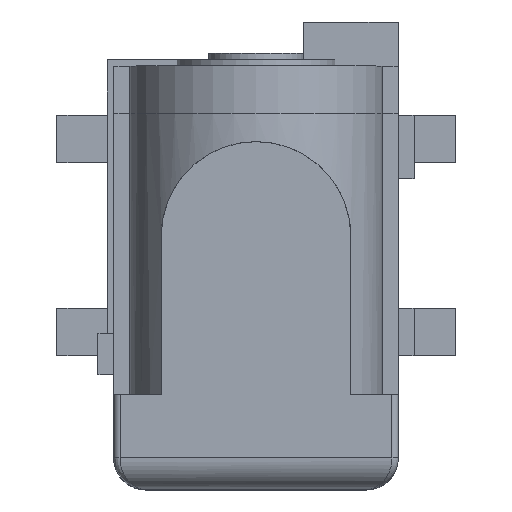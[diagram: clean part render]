
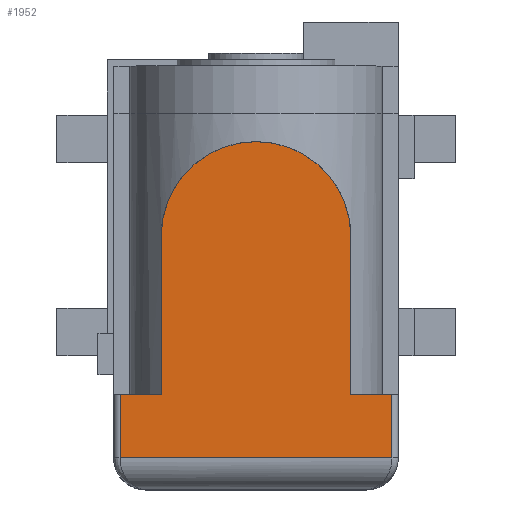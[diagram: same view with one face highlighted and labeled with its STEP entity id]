
A CAD part, top view. The second image highlights one B-rep face of the part: STEP entity #1952.
In plain terms, the highlighted face is planar.
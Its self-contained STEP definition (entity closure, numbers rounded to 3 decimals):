
#90=CIRCLE('',#2112,3.);
#179=FACE_OUTER_BOUND('',#301,.T.);
#301=EDGE_LOOP('',(#1472,#1473,#1474,#1475,#1476,#1477,#1478,#1479));
#471=LINE('',#2976,#692);
#479=LINE('',#2995,#700);
#480=LINE('',#2997,#701);
#481=LINE('',#2999,#702);
#482=LINE('',#3001,#703);
#483=LINE('',#3003,#704);
#484=LINE('',#3006,#705);
#692=VECTOR('',#2412,1000.);
#700=VECTOR('',#2428,1000.);
#701=VECTOR('',#2429,1000.);
#702=VECTOR('',#2430,1000.);
#703=VECTOR('',#2431,1000.);
#704=VECTOR('',#2432,1000.);
#705=VECTOR('',#2435,1000.);
#905=VERTEX_POINT('',#2973);
#906=VERTEX_POINT('',#2975);
#913=VERTEX_POINT('',#2994);
#914=VERTEX_POINT('',#2996);
#915=VERTEX_POINT('',#2998);
#916=VERTEX_POINT('',#3000);
#917=VERTEX_POINT('',#3002);
#918=VERTEX_POINT('',#3004);
#1112=EDGE_CURVE('',#905,#906,#471,.T.);
#1121=EDGE_CURVE('',#905,#913,#479,.T.);
#1122=EDGE_CURVE('',#913,#914,#480,.T.);
#1123=EDGE_CURVE('',#914,#915,#481,.T.);
#1124=EDGE_CURVE('',#916,#915,#482,.T.);
#1125=EDGE_CURVE('',#916,#917,#483,.T.);
#1126=EDGE_CURVE('',#917,#918,#90,.T.);
#1127=EDGE_CURVE('',#918,#906,#484,.T.);
#1472=ORIENTED_EDGE('',*,*,#1112,.F.);
#1473=ORIENTED_EDGE('',*,*,#1121,.T.);
#1474=ORIENTED_EDGE('',*,*,#1122,.T.);
#1475=ORIENTED_EDGE('',*,*,#1123,.T.);
#1476=ORIENTED_EDGE('',*,*,#1124,.F.);
#1477=ORIENTED_EDGE('',*,*,#1125,.T.);
#1478=ORIENTED_EDGE('',*,*,#1126,.T.);
#1479=ORIENTED_EDGE('',*,*,#1127,.T.);
#1853=PLANE('',#2111);
#1952=ADVANCED_FACE('',(#179),#1853,.T.);
#2111=AXIS2_PLACEMENT_3D('',#2993,#2426,#2427);
#2112=AXIS2_PLACEMENT_3D('',#3005,#2433,#2434);
#2412=DIRECTION('',(1.,0.,0.));
#2426=DIRECTION('center_axis',(0.,1.,0.));
#2427=DIRECTION('ref_axis',(0.,0.,1.));
#2428=DIRECTION('',(0.,0.,1.));
#2429=DIRECTION('',(1.,0.,0.));
#2430=DIRECTION('',(0.,0.,-1.));
#2431=DIRECTION('',(1.,0.,0.));
#2432=DIRECTION('',(0.,0.,-1.));
#2433=DIRECTION('center_axis',(0.,1.,0.));
#2434=DIRECTION('ref_axis',(0.,0.,1.));
#2435=DIRECTION('',(0.,0.,1.));
#2973=CARTESIAN_POINT('',(-4.3,11.,-3.));
#2975=CARTESIAN_POINT('',(-3.,11.,-3.));
#2976=CARTESIAN_POINT('',(-4.5,11.,-3.));
#2993=CARTESIAN_POINT('Origin',(4.5,11.,-11.9));
#2994=CARTESIAN_POINT('',(-4.3,11.,-1.));
#2995=CARTESIAN_POINT('',(-4.3,11.,-11.9));
#2996=CARTESIAN_POINT('',(4.3,11.,-1.));
#2997=CARTESIAN_POINT('',(4.5,11.,-1.));
#2998=CARTESIAN_POINT('',(4.3,11.,-3.));
#2999=CARTESIAN_POINT('',(4.3,11.,-11.9));
#3000=CARTESIAN_POINT('',(3.,11.,-3.));
#3001=CARTESIAN_POINT('',(-4.5,11.,-3.));
#3002=CARTESIAN_POINT('',(3.,11.,-8.));
#3003=CARTESIAN_POINT('',(3.,11.,-8.));
#3004=CARTESIAN_POINT('',(-3.,11.,-8.));
#3005=CARTESIAN_POINT('Origin',(0.,11.,-8.));
#3006=CARTESIAN_POINT('',(-3.,11.,-8.));
